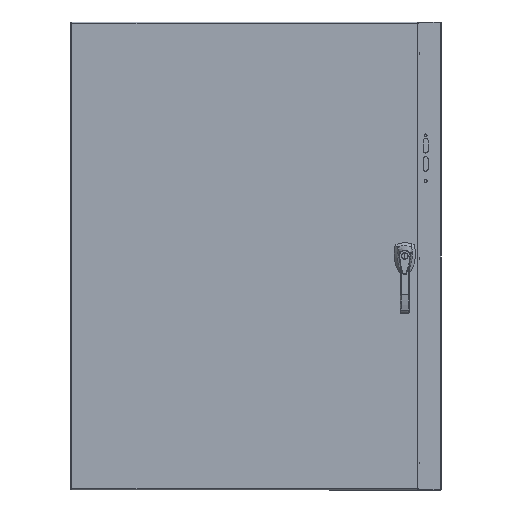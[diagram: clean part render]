
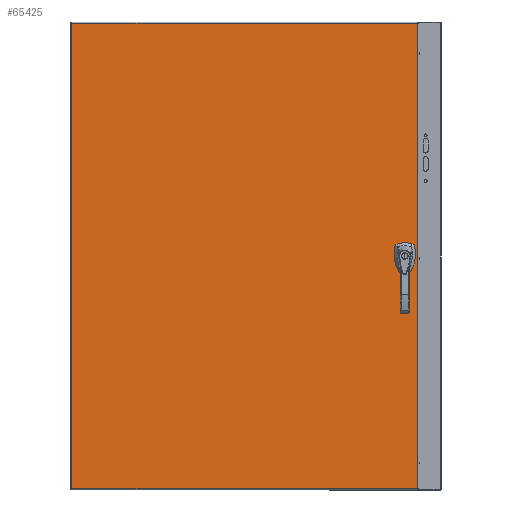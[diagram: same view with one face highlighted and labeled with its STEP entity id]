
A CAD part, front view. The second image highlights one B-rep face of the part: STEP entity #65425.
In plain terms, the highlighted planar face has unit normal (0, -1, 0).
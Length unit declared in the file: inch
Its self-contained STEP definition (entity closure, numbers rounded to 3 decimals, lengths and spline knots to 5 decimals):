
#617 = LINE ( 'NONE', #82552, #84698 ) ;
#1427 = VERTEX_POINT ( 'NONE', #81079 ) ;
#1867 = CARTESIAN_POINT ( 'NONE',  ( 16.5835, -12.837, -23.877 ) ) ;
#1910 = LINE ( 'NONE', #43784, #63063 ) ;
#4439 = EDGE_LOOP ( 'NONE', ( #18737 ) ) ;
#4555 = ORIENTED_EDGE ( 'NONE', *, *, #107514, .T. ) ;
#5391 = ORIENTED_EDGE ( 'NONE', *, *, #7065, .T. ) ;
#6782 = FACE_BOUND ( 'NONE', #62119, .T. ) ;
#7065 = EDGE_CURVE ( 'NONE', #23485, #110835, #107670, .T. ) ;
#7904 = EDGE_CURVE ( 'NONE', #90547, #18769, #93043, .T. ) ;
#10421 = EDGE_CURVE ( 'NONE', #1427, #1427, #27012, .T. ) ;
#12833 = CARTESIAN_POINT ( 'NONE',  ( 15.254, -12.837, -1.3385 ) ) ;
#13403 = CARTESIAN_POINT ( 'NONE',  ( 15.6495, -12.837, -0.2315 ) ) ;
#14105 = CARTESIAN_POINT ( 'NONE',  ( -18.888, -12.837, -0.396 ) ) ;
#14330 = VECTOR ( 'NONE', #52238, 39.37008 ) ;
#16342 = CARTESIAN_POINT ( 'NONE',  ( 15.6495, -12.837, -23.877 ) ) ;
#16815 = ORIENTED_EDGE ( 'NONE', *, *, #67376, .T. ) ;
#17510 = EDGE_CURVE ( 'NONE', #95482, #23485, #1910, .T. ) ;
#17601 = DIRECTION ( 'NONE',  ( 1., 0., 0. ) ) ;
#18192 = ORIENTED_EDGE ( 'NONE', *, *, #17510, .T. ) ;
#18737 = ORIENTED_EDGE ( 'NONE', *, *, #10421, .T. ) ;
#18769 = VERTEX_POINT ( 'NONE', #54135 ) ;
#19301 = EDGE_CURVE ( 'NONE', #111918, #90547, #71027, .T. ) ;
#20887 = CARTESIAN_POINT ( 'NONE',  ( 14.8585, -12.837, 0.2305 ) ) ;
#23184 = DIRECTION ( 'NONE',  ( -0.707, 0., 0.707 ) ) ;
#23485 = VERTEX_POINT ( 'NONE', #61419 ) ;
#24130 = VERTEX_POINT ( 'NONE', #101602 ) ;
#25803 = CARTESIAN_POINT ( 'NONE',  ( -18.888, -12.837, 23.876 ) ) ;
#27012 = CIRCLE ( 'NONE', #93954, 0.167 ) ;
#27411 = VECTOR ( 'NONE', #62603, 39.37008 ) ;
#27965 = EDGE_CURVE ( 'NONE', #110835, #73801, #65272, .T. ) ;
#31965 = VERTEX_POINT ( 'NONE', #32754 ) ;
#32039 = CARTESIAN_POINT ( 'NONE',  ( 14.8585, -12.837, -0.2315 ) ) ;
#32754 = CARTESIAN_POINT ( 'NONE',  ( 15.023, -12.837, -0.396 ) ) ;
#33061 = CARTESIAN_POINT ( 'NONE',  ( -18.888, -12.837, -23.877 ) ) ;
#33245 = LINE ( 'NONE', #14105, #56820 ) ;
#35495 = EDGE_CURVE ( 'NONE', #73801, #95482, #617, .T. ) ;
#39653 = CARTESIAN_POINT ( 'NONE',  ( -18.888, -12.837, 23.876 ) ) ;
#40701 = DIRECTION ( 'NONE',  ( -0.707, 0., -0.707 ) ) ;
#42249 = FACE_BOUND ( 'NONE', #4439, .T. ) ;
#42412 = LINE ( 'NONE', #49957, #45043 ) ;
#43784 = CARTESIAN_POINT ( 'NONE',  ( -18.888, -12.837, -23.877 ) ) ;
#45043 = VECTOR ( 'NONE', #23184, 39.37008 ) ;
#46470 = ORIENTED_EDGE ( 'NONE', *, *, #48818, .T. ) ;
#46593 = DIRECTION ( 'NONE',  ( 0., 0., 1. ) ) ;
#48146 = VERTEX_POINT ( 'NONE', #71179 ) ;
#48239 = DIRECTION ( 'NONE',  ( 0., 1., 0. ) ) ;
#48777 = LINE ( 'NONE', #20887, #94220 ) ;
#48818 = EDGE_CURVE ( 'NONE', #31965, #113437, #42412, .T. ) ;
#49260 = CARTESIAN_POINT ( 'NONE',  ( 16.5835, -12.837, 23.876 ) ) ;
#49957 = CARTESIAN_POINT ( 'NONE',  ( 15.023, -12.837, -0.396 ) ) ;
#50502 = VECTOR ( 'NONE', #46593, 39.37008 ) ;
#51414 = ORIENTED_EDGE ( 'NONE', *, *, #27965, .T. ) ;
#52238 = DIRECTION ( 'NONE',  ( 0.707, 0., -0.707 ) ) ;
#53229 = CARTESIAN_POINT ( 'NONE',  ( 14.8585, -12.837, -23.877 ) ) ;
#54135 = CARTESIAN_POINT ( 'NONE',  ( 15.485, -12.837, -0.396 ) ) ;
#54531 = EDGE_CURVE ( 'NONE', #24130, #77204, #48777, .T. ) ;
#56820 = VECTOR ( 'NONE', #68712, 39.37008 ) ;
#58082 = VECTOR ( 'NONE', #59996, 39.37008 ) ;
#59711 = CARTESIAN_POINT ( 'NONE',  ( -18.888, -12.837, -23.877 ) ) ;
#59885 = LINE ( 'NONE', #88349, #14330 ) ;
#59996 = DIRECTION ( 'NONE',  ( 0., 0., -1. ) ) ;
#61419 = CARTESIAN_POINT ( 'NONE',  ( 16.5835, -12.837, -23.877 ) ) ;
#62119 = EDGE_LOOP ( 'NONE', ( #70562, #105061, #78787, #4555, #78231, #76635, #16815, #46470 ) ) ;
#62603 = DIRECTION ( 'NONE',  ( 0., 0., 1. ) ) ;
#63063 = VECTOR ( 'NONE', #17601, 39.37008 ) ;
#65272 = LINE ( 'NONE', #39653, #66342 ) ;
#65384 = ORIENTED_EDGE ( 'NONE', *, *, #35495, .T. ) ;
#65425 = ADVANCED_FACE ( 'NONE', ( #86432, #6782, #42249 ), #94704, .T. ) ;
#66342 = VECTOR ( 'NONE', #82725, 39.37008 ) ;
#67376 = EDGE_CURVE ( 'NONE', #18769, #31965, #33245, .T. ) ;
#68712 = DIRECTION ( 'NONE',  ( -1., 0., 0. ) ) ;
#69311 = VECTOR ( 'NONE', #40701, 39.37008 ) ;
#70562 = ORIENTED_EDGE ( 'NONE', *, *, #71062, .T. ) ;
#71027 = LINE ( 'NONE', #16342, #58082 ) ;
#71062 = EDGE_CURVE ( 'NONE', #113437, #24130, #99142, .T. ) ;
#71179 = CARTESIAN_POINT ( 'NONE',  ( 15.485, -12.837, 0.395 ) ) ;
#72083 = EDGE_LOOP ( 'NONE', ( #5391, #51414, #65384, #18192 ) ) ;
#73801 = VERTEX_POINT ( 'NONE', #25803 ) ;
#73967 = VECTOR ( 'NONE', #106647, 39.37008 ) ;
#76635 = ORIENTED_EDGE ( 'NONE', *, *, #7904, .T. ) ;
#77204 = VERTEX_POINT ( 'NONE', #107213 ) ;
#78231 = ORIENTED_EDGE ( 'NONE', *, *, #19301, .T. ) ;
#78787 = ORIENTED_EDGE ( 'NONE', *, *, #90749, .T. ) ;
#79938 = LINE ( 'NONE', #107800, #73967 ) ;
#80846 = DIRECTION ( 'NONE',  ( 0., 0., -1. ) ) ;
#81079 = CARTESIAN_POINT ( 'NONE',  ( 15.254, -12.837, -1.5055 ) ) ;
#82552 = CARTESIAN_POINT ( 'NONE',  ( -18.888, -12.837, -23.877 ) ) ;
#82725 = DIRECTION ( 'NONE',  ( -1., 0., 0. ) ) ;
#83757 = DIRECTION ( 'NONE',  ( 0., 0., -1. ) ) ;
#84550 = AXIS2_PLACEMENT_3D ( 'NONE', #33061, #96993, #103410 ) ;
#84698 = VECTOR ( 'NONE', #80846, 39.37008 ) ;
#86432 = FACE_OUTER_BOUND ( 'NONE', #72083, .T. ) ;
#88349 = CARTESIAN_POINT ( 'NONE',  ( 15.485, -12.837, 0.395 ) ) ;
#90547 = VERTEX_POINT ( 'NONE', #114841 ) ;
#90749 = EDGE_CURVE ( 'NONE', #77204, #48146, #79938, .T. ) ;
#93043 = LINE ( 'NONE', #13403, #69311 ) ;
#93954 = AXIS2_PLACEMENT_3D ( 'NONE', #12833, #48239, #83757 ) ;
#94220 = VECTOR ( 'NONE', #100023, 39.37008 ) ;
#94704 = PLANE ( 'NONE',  #84550 ) ;
#95482 = VERTEX_POINT ( 'NONE', #59711 ) ;
#96993 = DIRECTION ( 'NONE',  ( 0., -1., 0. ) ) ;
#98015 = CARTESIAN_POINT ( 'NONE',  ( 15.6495, -12.837, 0.2305 ) ) ;
#99142 = LINE ( 'NONE', #53229, #27411 ) ;
#100023 = DIRECTION ( 'NONE',  ( 0.707, 0., 0.707 ) ) ;
#101602 = CARTESIAN_POINT ( 'NONE',  ( 14.8585, -12.837, 0.2305 ) ) ;
#103410 = DIRECTION ( 'NONE',  ( 0., 0., -1. ) ) ;
#105061 = ORIENTED_EDGE ( 'NONE', *, *, #54531, .T. ) ;
#106647 = DIRECTION ( 'NONE',  ( 1., 0., 0. ) ) ;
#107213 = CARTESIAN_POINT ( 'NONE',  ( 15.023, -12.837, 0.395 ) ) ;
#107514 = EDGE_CURVE ( 'NONE', #48146, #111918, #59885, .T. ) ;
#107670 = LINE ( 'NONE', #1867, #50502 ) ;
#107800 = CARTESIAN_POINT ( 'NONE',  ( -18.888, -12.837, 0.395 ) ) ;
#110835 = VERTEX_POINT ( 'NONE', #49260 ) ;
#111918 = VERTEX_POINT ( 'NONE', #98015 ) ;
#113437 = VERTEX_POINT ( 'NONE', #32039 ) ;
#114841 = CARTESIAN_POINT ( 'NONE',  ( 15.6495, -12.837, -0.2315 ) ) ;
